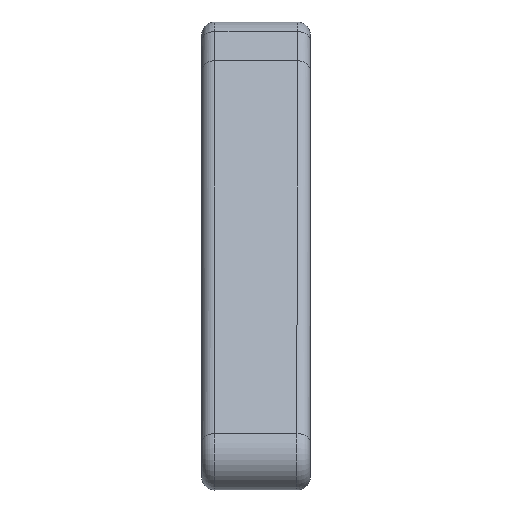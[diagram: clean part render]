
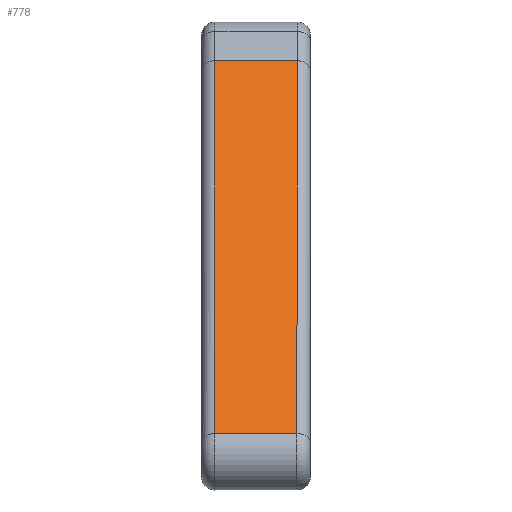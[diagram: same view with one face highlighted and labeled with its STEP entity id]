
A CAD part, top view. The second image highlights one B-rep face of the part: STEP entity #778.
In plain terms, the highlighted planar face has unit normal (0, 0.709, 0.706).
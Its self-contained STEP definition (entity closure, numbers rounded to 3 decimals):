
#67=FACE_OUTER_BOUND('',#118,.T.);
#118=EDGE_LOOP('',(#572,#573,#574,#575,#576));
#212=LINE('',#1206,#271);
#231=LINE('',#1270,#290);
#233=LINE('',#1281,#292);
#234=LINE('',#1283,#293);
#235=LINE('',#1284,#294);
#271=VECTOR('',#941,10.);
#290=VECTOR('',#1000,10.);
#292=VECTOR('',#1014,10.);
#293=VECTOR('',#1017,10.);
#294=VECTOR('',#1018,10.);
#329=VERTEX_POINT('',#1199);
#332=VERTEX_POINT('',#1204);
#356=VERTEX_POINT('',#1267);
#357=VERTEX_POINT('',#1269);
#360=VERTEX_POINT('',#1279);
#402=EDGE_CURVE('',#329,#332,#212,.T.);
#433=EDGE_CURVE('',#356,#357,#231,.T.);
#439=EDGE_CURVE('',#360,#356,#233,.T.);
#440=EDGE_CURVE('',#329,#360,#234,.T.);
#441=EDGE_CURVE('',#357,#332,#235,.T.);
#572=ORIENTED_EDGE('',*,*,#440,.F.);
#573=ORIENTED_EDGE('',*,*,#402,.T.);
#574=ORIENTED_EDGE('',*,*,#441,.F.);
#575=ORIENTED_EDGE('',*,*,#433,.F.);
#576=ORIENTED_EDGE('',*,*,#439,.F.);
#755=PLANE('',#859);
#778=ADVANCED_FACE('',(#67),#755,.T.);
#859=AXIS2_PLACEMENT_3D('',#1282,#1015,#1016);
#941=DIRECTION('',(-1.,0.,0.));
#1000=DIRECTION('',(-1.,0.,0.));
#1014=DIRECTION('',(0.,-0.705,0.709));
#1015=DIRECTION('center_axis',(0.,0.709,0.705));
#1016=DIRECTION('ref_axis',(0.,-0.705,0.709));
#1017=DIRECTION('',(1.,0.,0.));
#1018=DIRECTION('',(0.,0.705,-0.709));
#1199=CARTESIAN_POINT('',(314.364,129.343,-111.925));
#1204=CARTESIAN_POINT('',(311.264,129.343,-111.926));
#1206=CARTESIAN_POINT('',(315.964,129.343,-111.925));
#1267=CARTESIAN_POINT('',(317.459,101.123,-83.576));
#1269=CARTESIAN_POINT('',(311.259,101.123,-83.577));
#1270=CARTESIAN_POINT('',(310.759,101.123,-83.577));
#1279=CARTESIAN_POINT('',(317.464,129.343,-111.925));
#1281=CARTESIAN_POINT('',(317.464,127.397,-109.97));
#1282=CARTESIAN_POINT('Origin',(315.965,136.398,-119.012));
#1283=CARTESIAN_POINT('',(315.164,129.343,-111.925));
#1284=CARTESIAN_POINT('',(311.264,127.397,-109.971));
